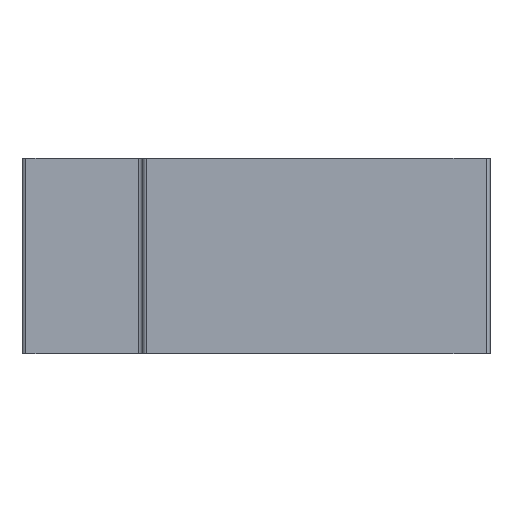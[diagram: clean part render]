
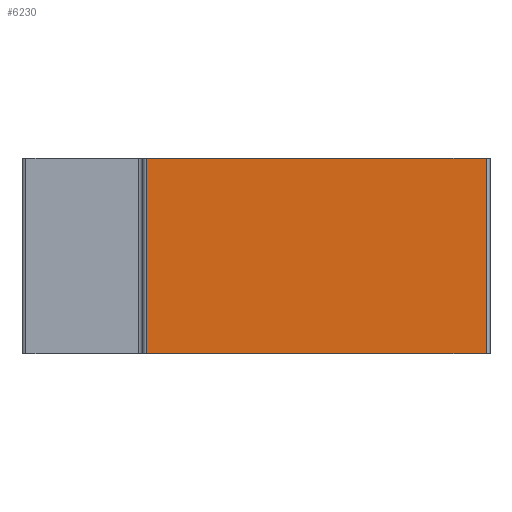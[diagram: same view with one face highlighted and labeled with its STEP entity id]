
A CAD part, left-side view. The second image highlights one B-rep face of the part: STEP entity #6230.
In plain terms, the highlighted planar face has unit normal (-1, 0, 0).
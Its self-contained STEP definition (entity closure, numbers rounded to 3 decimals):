
#1004 = PLANE('',#1005);
#1005 = AXIS2_PLACEMENT_3D('',#1006,#1007,#1008);
#1006 = CARTESIAN_POINT('',(-12.095,-54.851,-24.75));
#1007 = DIRECTION('',(0.,0.,1.));
#1008 = DIRECTION('',(1.,0.,0.));
#3006 = VERTEX_POINT('',#3007);
#3007 = CARTESIAN_POINT('',(-53.1,-29.75,-24.75));
#3026 = CYLINDRICAL_SURFACE('',#3027,1.);
#3027 = AXIS2_PLACEMENT_3D('',#3028,#3029,#3030);
#3028 = CARTESIAN_POINT('',(-52.1,-29.75,-24.75));
#3029 = DIRECTION('',(0.,0.,1.));
#3030 = DIRECTION('',(-1.,0.,0.));
#3038 = EDGE_CURVE('',#3006,#3039,#3041,.T.);
#3039 = VERTEX_POINT('',#3040);
#3040 = CARTESIAN_POINT('',(-53.1,-115.8,-24.75));
#3041 = SURFACE_CURVE('',#3042,(#3046,#3053),.PCURVE_S1.);
#3042 = LINE('',#3043,#3044);
#3043 = CARTESIAN_POINT('',(-53.1,-28.75,-24.75));
#3044 = VECTOR('',#3045,1.);
#3045 = DIRECTION('',(0.,-1.,0.));
#3046 = PCURVE('',#1004,#3047);
#3047 = DEFINITIONAL_REPRESENTATION('',(#3048),#3052);
#3048 = LINE('',#3049,#3050);
#3049 = CARTESIAN_POINT('',(-41.005,26.101));
#3050 = VECTOR('',#3051,1.);
#3051 = DIRECTION('',(0.,-1.));
#3052 = ( GEOMETRIC_REPRESENTATION_CONTEXT(2) 
PARAMETRIC_REPRESENTATION_CONTEXT() REPRESENTATION_CONTEXT('2D SPACE',''
  ) );
#3053 = PCURVE('',#3054,#3059);
#3054 = PLANE('',#3055);
#3055 = AXIS2_PLACEMENT_3D('',#3056,#3057,#3058);
#3056 = CARTESIAN_POINT('',(-53.1,-28.75,-24.75));
#3057 = DIRECTION('',(1.,0.,0.));
#3058 = DIRECTION('',(0.,-1.,0.));
#3059 = DEFINITIONAL_REPRESENTATION('',(#3060),#3064);
#3060 = LINE('',#3061,#3062);
#3061 = CARTESIAN_POINT('',(0.,0.));
#3062 = VECTOR('',#3063,1.);
#3063 = DIRECTION('',(1.,0.));
#3064 = ( GEOMETRIC_REPRESENTATION_CONTEXT(2) 
PARAMETRIC_REPRESENTATION_CONTEXT() REPRESENTATION_CONTEXT('2D SPACE',''
  ) );
#3087 = CYLINDRICAL_SURFACE('',#3088,1.);
#3088 = AXIS2_PLACEMENT_3D('',#3089,#3090,#3091);
#3089 = CARTESIAN_POINT('',(-52.1,-115.8,-24.75));
#3090 = DIRECTION('',(0.,0.,1.));
#3091 = DIRECTION('',(0.,-1.,0.));
#5845 = PLANE('',#5846);
#5846 = AXIS2_PLACEMENT_3D('',#5847,#5848,#5849);
#5847 = CARTESIAN_POINT('',(-12.095,-54.851,24.75));
#5848 = DIRECTION('',(0.,0.,1.));
#5849 = DIRECTION('',(1.,0.,0.));
#6133 = VERTEX_POINT('',#6134);
#6134 = CARTESIAN_POINT('',(-53.1,-29.75,24.75));
#6160 = EDGE_CURVE('',#3006,#6133,#6161,.T.);
#6161 = SURFACE_CURVE('',#6162,(#6166,#6173),.PCURVE_S1.);
#6162 = LINE('',#6163,#6164);
#6163 = CARTESIAN_POINT('',(-53.1,-29.75,-24.75));
#6164 = VECTOR('',#6165,1.);
#6165 = DIRECTION('',(0.,0.,1.));
#6166 = PCURVE('',#3026,#6167);
#6167 = DEFINITIONAL_REPRESENTATION('',(#6168),#6172);
#6168 = LINE('',#6169,#6170);
#6169 = CARTESIAN_POINT('',(-0.,0.));
#6170 = VECTOR('',#6171,1.);
#6171 = DIRECTION('',(-0.,1.));
#6172 = ( GEOMETRIC_REPRESENTATION_CONTEXT(2) 
PARAMETRIC_REPRESENTATION_CONTEXT() REPRESENTATION_CONTEXT('2D SPACE',''
  ) );
#6173 = PCURVE('',#3054,#6174);
#6174 = DEFINITIONAL_REPRESENTATION('',(#6175),#6179);
#6175 = LINE('',#6176,#6177);
#6176 = CARTESIAN_POINT('',(1.,0.));
#6177 = VECTOR('',#6178,1.);
#6178 = DIRECTION('',(0.,-1.));
#6179 = ( GEOMETRIC_REPRESENTATION_CONTEXT(2) 
PARAMETRIC_REPRESENTATION_CONTEXT() REPRESENTATION_CONTEXT('2D SPACE',''
  ) );
#6230 = ADVANCED_FACE('',(#6231),#3054,.F.);
#6231 = FACE_BOUND('',#6232,.F.);
#6232 = EDGE_LOOP('',(#6233,#6234,#6235,#6258));
#6233 = ORIENTED_EDGE('',*,*,#3038,.F.);
#6234 = ORIENTED_EDGE('',*,*,#6160,.T.);
#6235 = ORIENTED_EDGE('',*,*,#6236,.T.);
#6236 = EDGE_CURVE('',#6133,#6237,#6239,.T.);
#6237 = VERTEX_POINT('',#6238);
#6238 = CARTESIAN_POINT('',(-53.1,-115.8,24.75));
#6239 = SURFACE_CURVE('',#6240,(#6244,#6251),.PCURVE_S1.);
#6240 = LINE('',#6241,#6242);
#6241 = CARTESIAN_POINT('',(-53.1,-28.75,24.75));
#6242 = VECTOR('',#6243,1.);
#6243 = DIRECTION('',(0.,-1.,0.));
#6244 = PCURVE('',#3054,#6245);
#6245 = DEFINITIONAL_REPRESENTATION('',(#6246),#6250);
#6246 = LINE('',#6247,#6248);
#6247 = CARTESIAN_POINT('',(0.,-49.5));
#6248 = VECTOR('',#6249,1.);
#6249 = DIRECTION('',(1.,0.));
#6250 = ( GEOMETRIC_REPRESENTATION_CONTEXT(2) 
PARAMETRIC_REPRESENTATION_CONTEXT() REPRESENTATION_CONTEXT('2D SPACE',''
  ) );
#6251 = PCURVE('',#5845,#6252);
#6252 = DEFINITIONAL_REPRESENTATION('',(#6253),#6257);
#6253 = LINE('',#6254,#6255);
#6254 = CARTESIAN_POINT('',(-41.005,26.101));
#6255 = VECTOR('',#6256,1.);
#6256 = DIRECTION('',(0.,-1.));
#6257 = ( GEOMETRIC_REPRESENTATION_CONTEXT(2) 
PARAMETRIC_REPRESENTATION_CONTEXT() REPRESENTATION_CONTEXT('2D SPACE',''
  ) );
#6258 = ORIENTED_EDGE('',*,*,#6259,.F.);
#6259 = EDGE_CURVE('',#3039,#6237,#6260,.T.);
#6260 = SURFACE_CURVE('',#6261,(#6265,#6272),.PCURVE_S1.);
#6261 = LINE('',#6262,#6263);
#6262 = CARTESIAN_POINT('',(-53.1,-115.8,-24.75));
#6263 = VECTOR('',#6264,1.);
#6264 = DIRECTION('',(0.,0.,1.));
#6265 = PCURVE('',#3054,#6266);
#6266 = DEFINITIONAL_REPRESENTATION('',(#6267),#6271);
#6267 = LINE('',#6268,#6269);
#6268 = CARTESIAN_POINT('',(87.05,0.));
#6269 = VECTOR('',#6270,1.);
#6270 = DIRECTION('',(0.,-1.));
#6271 = ( GEOMETRIC_REPRESENTATION_CONTEXT(2) 
PARAMETRIC_REPRESENTATION_CONTEXT() REPRESENTATION_CONTEXT('2D SPACE',''
  ) );
#6272 = PCURVE('',#3087,#6273);
#6273 = DEFINITIONAL_REPRESENTATION('',(#6274),#6278);
#6274 = LINE('',#6275,#6276);
#6275 = CARTESIAN_POINT('',(-1.571,0.));
#6276 = VECTOR('',#6277,1.);
#6277 = DIRECTION('',(-0.,1.));
#6278 = ( GEOMETRIC_REPRESENTATION_CONTEXT(2) 
PARAMETRIC_REPRESENTATION_CONTEXT() REPRESENTATION_CONTEXT('2D SPACE',''
  ) );
